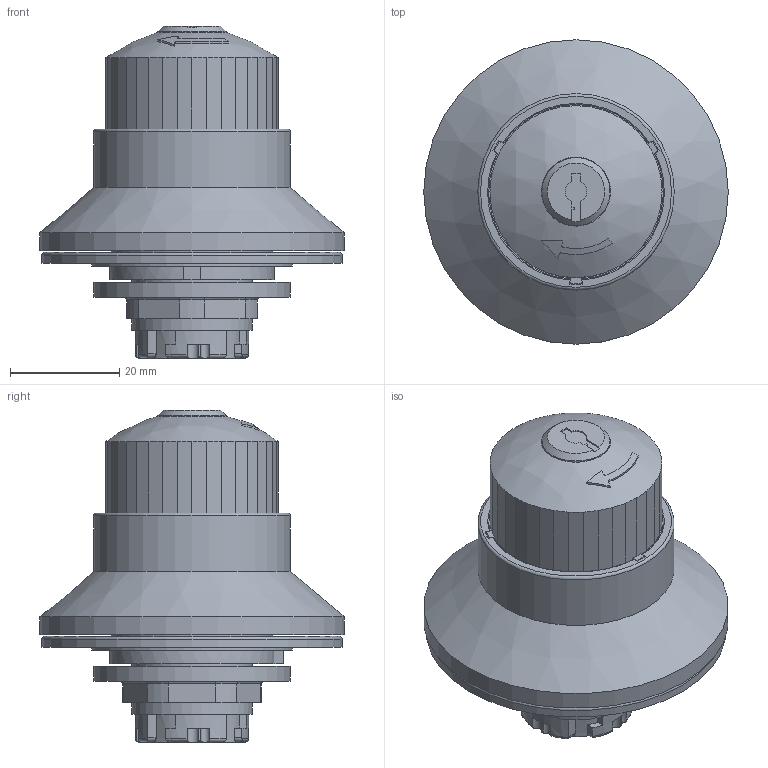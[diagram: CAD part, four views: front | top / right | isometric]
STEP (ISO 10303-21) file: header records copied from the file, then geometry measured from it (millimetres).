
FILE_DESCRIPTION(/* description */ (''),/* implementation_level */ '2;1');
FILE_NAME(/* name */ 'KRBUVSE.stp',/* time_stamp */ '2017-08-16T12:01:07+02:00',/* author */ ('ahoffmann'),/* organization */ (''),/* preprocessor_version */ 'ST-DEVELOPER v16.1',/* originating_system */ 'Autodesk Inventor 2016',/* authorisation */ '');
FILE_SCHEMA (('AUTOMOTIVE_DESIGN { 1 0 10303 214 3 1 1 }'));
Length unit declared in the file: centimetre
Products named in the file (1): KRBUVSE_vereinfacht
Bounding box: 55.8 x 55.8 x 60.85 mm (x, y, z)
Volume: 57124 mm3; surface area: 17908.6 mm2
Topology: 1 solids, 2 shells, 229 faces, 610 edges, 402 vertices
Faces by surface type: plane 115, cylinder 71, torus 26, cone 15, sphere 2
Full cylindrical faces by diameter (mm): 12.5 x1, 12.65 x1, 15.95 x1, 22 x2, 22.3 x1, 22.6 x1, 29.703 x1, 30.2 x1, 34 x1, 35.704 x1, 36 x2, 36.8 x1, 55 x1, 55.8 x1
Entity records: 7560 total; most frequent: CARTESIAN_POINT 1916, DIRECTION 1183, ORIENTED_EDGE 1154, EDGE_CURVE 577, AXIS2_PLACEMENT_3D 450, VERTEX_POINT 392, LINE 283, VECTOR 283
